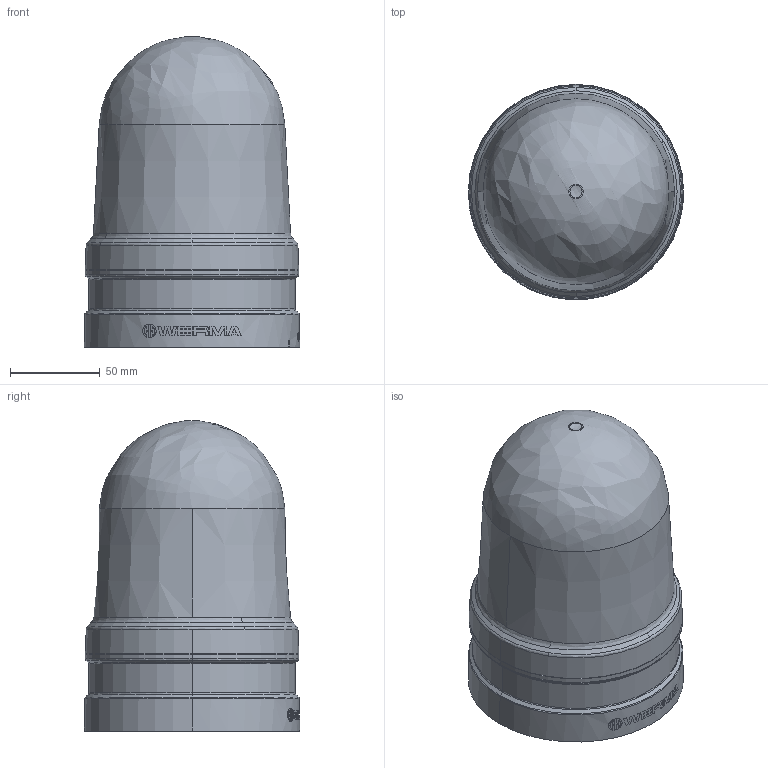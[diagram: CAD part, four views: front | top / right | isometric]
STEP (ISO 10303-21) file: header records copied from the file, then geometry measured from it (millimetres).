
FILE_DESCRIPTION (( 'STEP AP203' ), '1' );
FILE_NAME ('26212070.step', '2020-08-20T17:48:55', ( '' ), ( '' ), 'SwSTEP 2.0', 'SolidWorks 2019', '' );
FILE_SCHEMA (( 'CONFIG_CONTROL_DESIGN' ));
Length unit declared in the file: inch
Products named in the file (1): 26212070
Bounding box: 120 x 119.91 x 172.84 mm (x, y, z)
Volume: 1246456.2 mm3; surface area: 82072.2 mm2
Topology: 1 solids, 1 shells, 350 faces, 914 edges, 604 vertices
Faces by surface type: plane 241, bspline 49, cone 32, cylinder 28
Entity records: 11893 total; most frequent: CARTESIAN_POINT 3561, ORIENTED_EDGE 1828, DIRECTION 1500, EDGE_CURVE 914, VERTEX_POINT 604, VECTOR 598, LINE 598, AXIS2_PLACEMENT_3D 451
